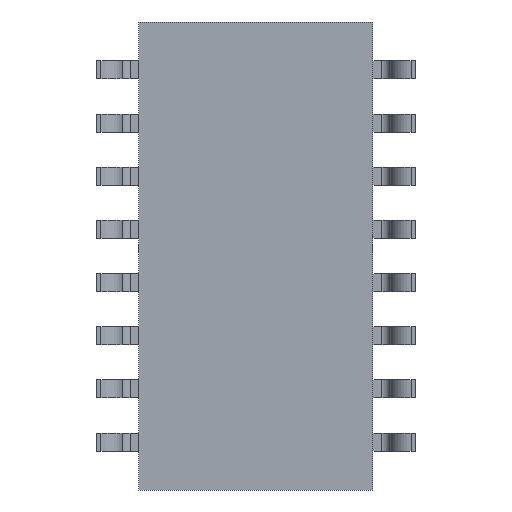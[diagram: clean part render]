
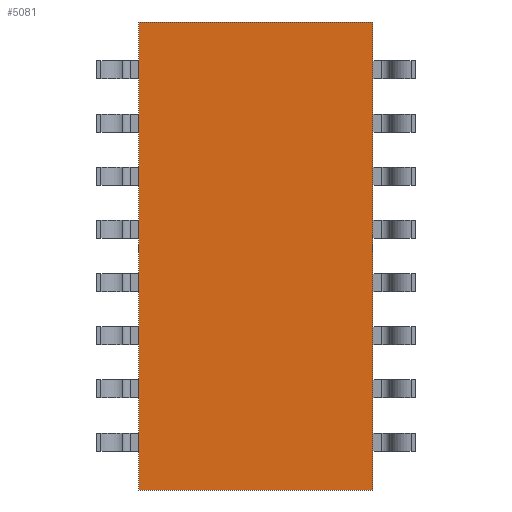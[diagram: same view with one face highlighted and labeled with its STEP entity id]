
A CAD part, front view. The second image highlights one B-rep face of the part: STEP entity #5081.
In plain terms, the highlighted planar face has unit normal (0, -1, 0).
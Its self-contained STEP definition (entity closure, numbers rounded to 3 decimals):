
#169 = LINE ( 'NONE', #1323, #5953 ) ;
#302 = EDGE_LOOP ( 'NONE', ( #6154, #1987, #2044, #1009 ) ) ;
#306 = DIRECTION ( 'NONE',  ( 0., 0., -1. ) ) ;
#323 = VECTOR ( 'NONE', #2877, 1000. ) ;
#792 = CARTESIAN_POINT ( 'NONE',  ( -2.795, 0.25, 5.59 ) ) ;
#805 = LINE ( 'NONE', #7043, #5887 ) ;
#816 = VERTEX_POINT ( 'NONE', #6031 ) ;
#866 = DIRECTION ( 'NONE',  ( -1., 0., 0. ) ) ;
#1009 = ORIENTED_EDGE ( 'NONE', *, *, #1600, .F. ) ;
#1169 = FACE_OUTER_BOUND ( 'NONE', #302, .T. ) ;
#1323 = CARTESIAN_POINT ( 'NONE',  ( -2.795, 0.25, 5.59 ) ) ;
#1341 = AXIS2_PLACEMENT_3D ( 'NONE', #5663, #3967, #2778 ) ;
#1600 = EDGE_CURVE ( 'NONE', #6411, #6455, #805, .T. ) ;
#1716 = CARTESIAN_POINT ( 'NONE',  ( 2.795, 0.25, -5.59 ) ) ;
#1987 = ORIENTED_EDGE ( 'NONE', *, *, #3700, .F. ) ;
#2012 = LINE ( 'NONE', #3465, #323 ) ;
#2044 = ORIENTED_EDGE ( 'NONE', *, *, #5248, .F. ) ;
#2291 = EDGE_CURVE ( 'NONE', #816, #6411, #3726, .T. ) ;
#2683 = CARTESIAN_POINT ( 'NONE',  ( 2.795, 0.25, 5.59 ) ) ;
#2778 = DIRECTION ( 'NONE',  ( 0., 0., -1. ) ) ;
#2877 = DIRECTION ( 'NONE',  ( 1., 0., 0. ) ) ;
#3446 = PLANE ( 'NONE',  #1341 ) ;
#3462 = VERTEX_POINT ( 'NONE', #792 ) ;
#3465 = CARTESIAN_POINT ( 'NONE',  ( -2.795, 0.25, 5.59 ) ) ;
#3554 = CARTESIAN_POINT ( 'NONE',  ( -2.795, 0.25, -5.59 ) ) ;
#3700 = EDGE_CURVE ( 'NONE', #3462, #816, #2012, .T. ) ;
#3726 = LINE ( 'NONE', #2683, #4842 ) ;
#3967 = DIRECTION ( 'NONE',  ( 0., -1., 0. ) ) ;
#4842 = VECTOR ( 'NONE', #306, 1000. ) ;
#5081 = ADVANCED_FACE ( 'NONE', ( #1169 ), #3446, .T. ) ;
#5248 = EDGE_CURVE ( 'NONE', #6455, #3462, #169, .T. ) ;
#5663 = CARTESIAN_POINT ( 'NONE',  ( 0., 0.25, 0. ) ) ;
#5771 = DIRECTION ( 'NONE',  ( 0., 0., 1. ) ) ;
#5887 = VECTOR ( 'NONE', #866, 1000. ) ;
#5953 = VECTOR ( 'NONE', #5771, 1000. ) ;
#6031 = CARTESIAN_POINT ( 'NONE',  ( 2.795, 0.25, 5.59 ) ) ;
#6154 = ORIENTED_EDGE ( 'NONE', *, *, #2291, .F. ) ;
#6411 = VERTEX_POINT ( 'NONE', #1716 ) ;
#6455 = VERTEX_POINT ( 'NONE', #3554 ) ;
#7043 = CARTESIAN_POINT ( 'NONE',  ( -2.795, 0.25, -5.59 ) ) ;
